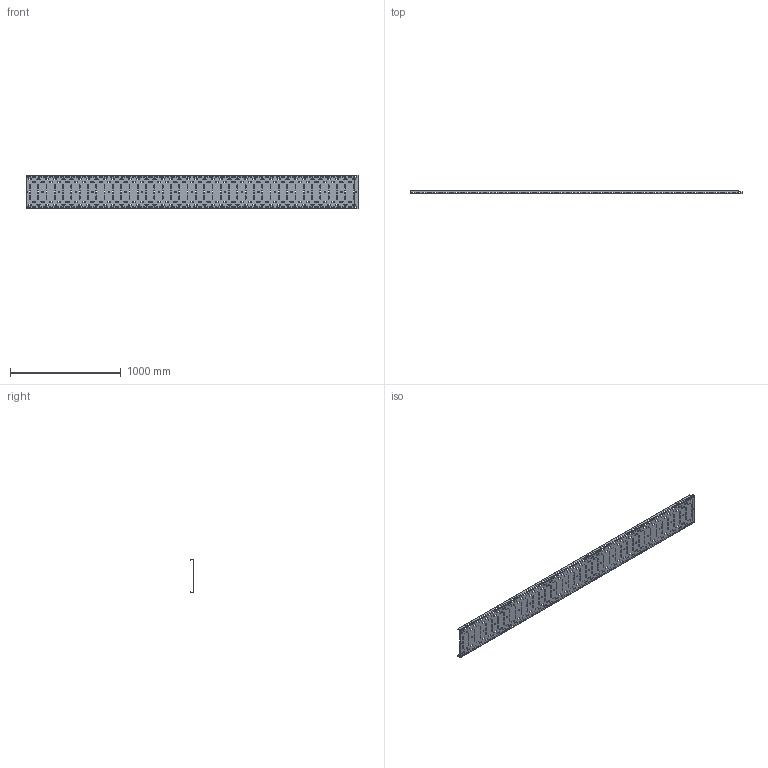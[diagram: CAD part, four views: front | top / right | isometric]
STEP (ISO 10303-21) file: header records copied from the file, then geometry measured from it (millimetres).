
FILE_DESCRIPTION (( 'STEP AP203' ), '1' );
FILE_NAME ('CLP10-035-300-080-3 Ëîòîê ïåðôîðèðîâàííûé 35õ300õ3000, 0,8ìì.STEP', '2016-02-04T09:24:50', ( '' ), ( '' ), 'SwSTEP 2.0', 'SolidWorks 2014', '' );
FILE_SCHEMA (( 'CONFIG_CONTROL_DESIGN' ));
Products named in the file (1): CLP10-035-300-080-3 Ëîòîê ïåðôîðèðîâàííûé 35õ300õ3000, 0,8ìì
Bounding box: 3000 x 35 x 300 mm (x, y, z)
Volume: 834410.9 mm3; surface area: 2120259.4 mm2
Topology: 1 solids, 1 shells, 2163 faces, 6530 edges, 4357 vertices
Faces by surface type: plane 1108, cylinder 1055
Full cylindrical faces by diameter (mm): 11 x19
Entity records: 75789 total; most frequent: CARTESIAN_POINT 12994, ORIENTED_EDGE 12984, DIRECTION 12930, EDGE_CURVE 6492, VECTOR 4382, LINE 4382, VERTEX_POINT 4338, AXIS2_PLACEMENT_3D 4274
